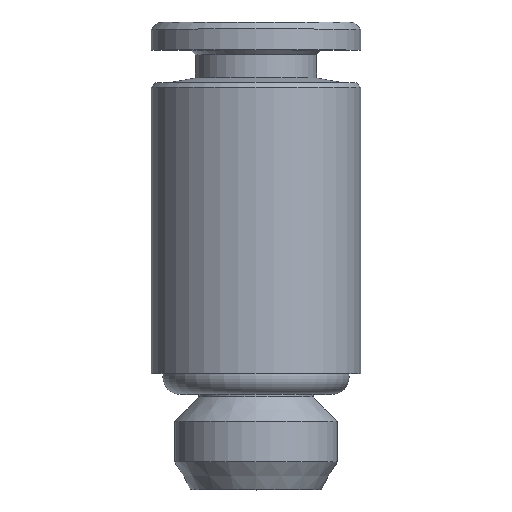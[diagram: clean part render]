
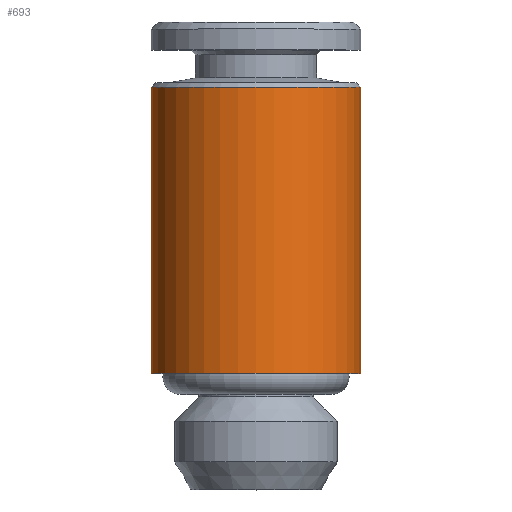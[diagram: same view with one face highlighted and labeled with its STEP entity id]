
A CAD part, top view. The second image highlights one B-rep face of the part: STEP entity #693.
In plain terms, the highlighted cylindrical face has radius 4.5 mm (diameter 9 mm), a full revolution.
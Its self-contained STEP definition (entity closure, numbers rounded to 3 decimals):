
#25=CYLINDRICAL_SURFACE('',#756,4.5);
#164=ORIENTED_EDGE('',*,*,#221,.F.);
#165=ORIENTED_EDGE('',*,*,#227,.T.);
#221=EDGE_CURVE('',#260,#260,#287,.T.);
#227=EDGE_CURVE('',#266,#266,#293,.T.);
#260=VERTEX_POINT('',#1023);
#266=VERTEX_POINT('',#1043);
#287=CIRCLE('',#741,4.5);
#293=CIRCLE('',#755,4.5);
#337=EDGE_LOOP('',(#164));
#338=EDGE_LOOP('',(#165));
#393=FACE_BOUND('',#337,.T.);
#394=FACE_BOUND('',#338,.T.);
#693=ADVANCED_FACE('',(#393,#394),#25,.T.);
#741=AXIS2_PLACEMENT_3D('',#1022,#857,#858);
#755=AXIS2_PLACEMENT_3D('',#1042,#885,#886);
#756=AXIS2_PLACEMENT_3D('',#1044,#887,#888);
#857=DIRECTION('',(0.,-1.,0.));
#858=DIRECTION('',(0.,0.,-1.));
#885=DIRECTION('',(0.,-1.,0.));
#886=DIRECTION('',(0.,0.,-1.));
#887=DIRECTION('',(0.,-1.,0.));
#888=DIRECTION('',(0.,0.,-1.));
#1022=CARTESIAN_POINT('',(0.,5.,0.));
#1023=CARTESIAN_POINT('',(0.,5.,-4.5));
#1042=CARTESIAN_POINT('',(0.,17.3,0.));
#1043=CARTESIAN_POINT('',(0.,17.3,-4.5));
#1044=CARTESIAN_POINT('',(0.,-2.242,0.));
